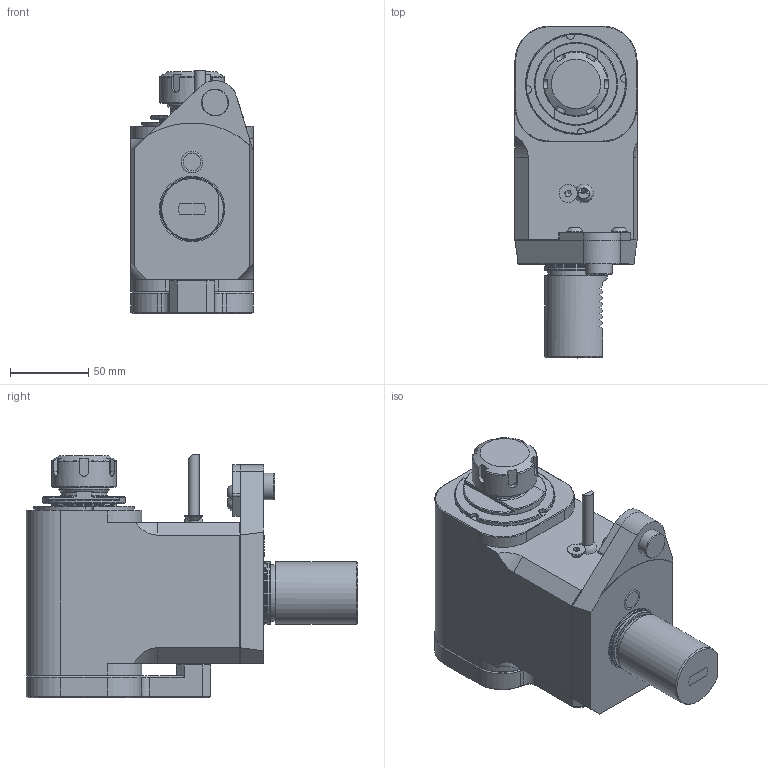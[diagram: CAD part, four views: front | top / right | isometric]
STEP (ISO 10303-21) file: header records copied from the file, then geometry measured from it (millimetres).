
FILE_DESCRIPTION (( 'STEP AP214' ), '1' );
FILE_NAME ('RRPPS40331DMQ1.STEP', '2022-08-30T11:42:37', ( '' ), ( '' ), 'SwSTEP 2.0', 'SolidWorks 2016', '' );
FILE_SCHEMA (( 'AUTOMOTIVE_DESIGN' ));
Length unit declared in the file: millimetre
Products named in the file (1): RRPPS40331DMQ1
Bounding box: 78 x 212 x 155.7 mm (x, y, z)
Volume: 1366880.3 mm3; surface area: 138280.7 mm2
Topology: 3 solids, 3 shells, 829 faces, 2066 edges, 1340 vertices
Faces by surface type: plane 494, cylinder 121, bspline 108, cone 69, torus 34, sphere 3
Full cylindrical faces by diameter (mm): 1.7 x1, 2.1 x1, 4 x1, 5 x2, 6 x7, 6.366 x1, 7 x1, 10.5 x2, 11.57 x1, 17.2 x1, 24.95 x2, 25 x2, 32 x1, 34 x1, 34.6 x1, 35 x1, 36 x1, 39.6 x1, 40 x3, 41.5 x1, 42 x1, 53 x1, 61 x1, 64 x1, 65 x1, 66 x1
Entity records: 33983 total; most frequent: CARTESIAN_POINT 12109, ORIENTED_EDGE 3864, DIRECTION 3421, EDGE_CURVE 1932, VERTEX_POINT 1304, LINE 1177, VECTOR 1177, AXIS2_PLACEMENT_3D 1122
